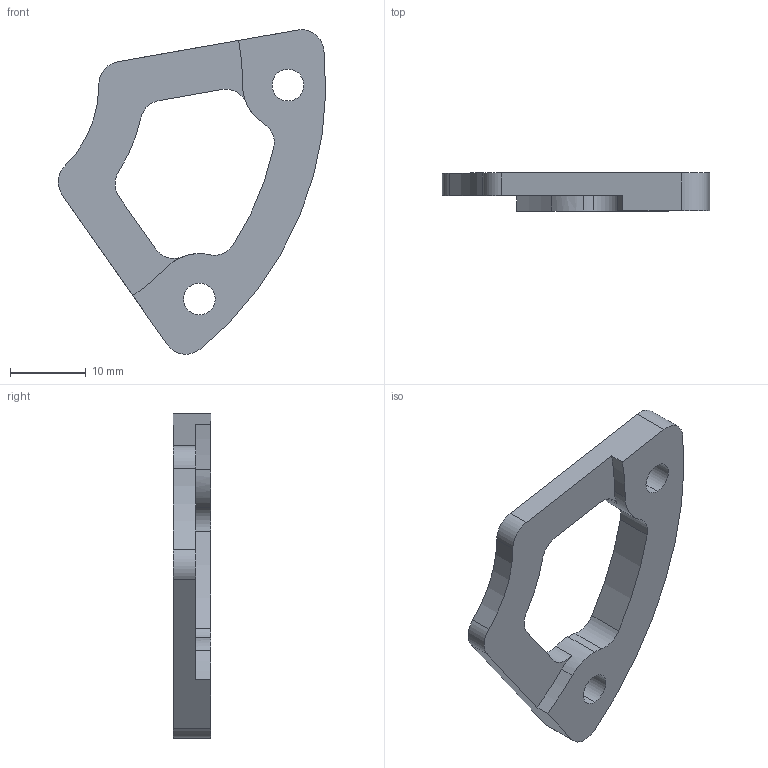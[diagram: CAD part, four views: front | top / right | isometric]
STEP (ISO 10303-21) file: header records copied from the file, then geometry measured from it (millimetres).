
FILE_DESCRIPTION (( 'STEP AP203' ), '1' );
FILE_NAME ('frontabad_stopper_static.STEP', '2024-10-14T02:37:02', ( 'lance' ), ( '' ), 'SwSTEP 2.0', 'SolidWorks 2021', '' );
FILE_SCHEMA (( 'CONFIG_CONTROL_DESIGN' ));
Length unit declared in the file: millimetre
Products named in the file (1): frontabad_stopper_static
Bounding box: 35.35 x 5 x 42.92 mm (x, y, z)
Volume: 2656.2 mm3; surface area: 2224.7 mm2
Topology: 1 solids, 1 shells, 32 faces, 93 edges, 62 vertices
Faces by surface type: cylinder 25, plane 7
Entity records: 1178 total; most frequent: DIRECTION 211, CARTESIAN_POINT 188, ORIENTED_EDGE 186, EDGE_CURVE 93, AXIS2_PLACEMENT_3D 85, VERTEX_POINT 62, CIRCLE 52, VECTOR 41
